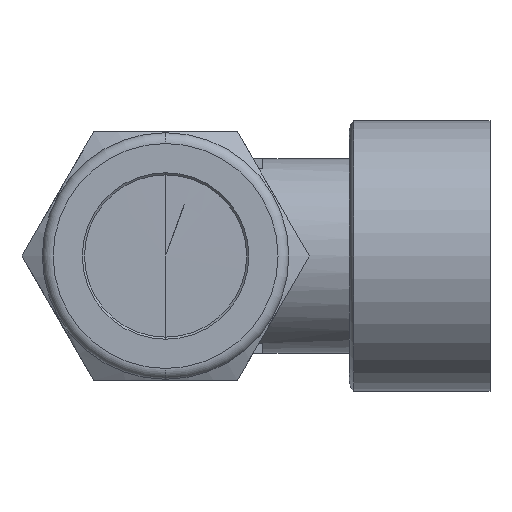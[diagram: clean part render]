
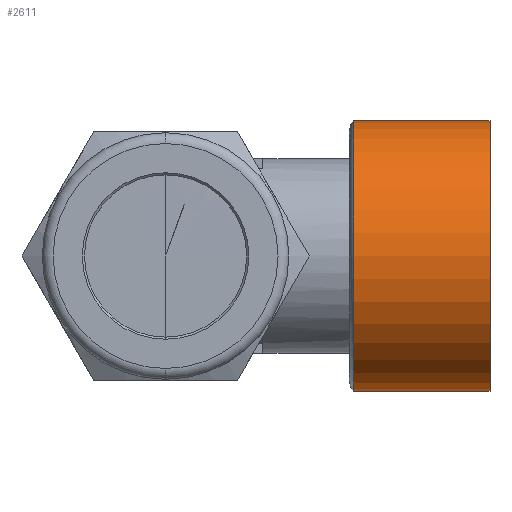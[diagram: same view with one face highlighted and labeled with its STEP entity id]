
A CAD part, left-side view. The second image highlights one B-rep face of the part: STEP entity #2611.
In plain terms, the highlighted cylindrical face has radius 12.5 mm (diameter 25 mm), a partial arc.
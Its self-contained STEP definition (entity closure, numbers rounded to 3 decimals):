
#19 = VERTEX_POINT ( 'NONE', #628 ) ;
#48 = VERTEX_POINT ( 'NONE', #3189 ) ;
#63 = VERTEX_POINT ( 'NONE', #3204 ) ;
#120 = VERTEX_POINT ( 'NONE', #3257 ) ;
#390 = EDGE_LOOP ( 'NONE', ( #470, #471, #472, #473 ) ) ;
#470 = ORIENTED_EDGE ( 'NONE', *, *, #1707, .F. ) ;
#471 = ORIENTED_EDGE ( 'NONE', *, *, #2978, .T. ) ;
#472 = ORIENTED_EDGE ( 'NONE', *, *, #1705, .T. ) ;
#473 = ORIENTED_EDGE ( 'NONE', *, *, #1776, .T. ) ;
#628 = CARTESIAN_POINT ( 'NONE',  ( 0., 14.118, 12.5 ) ) ;
#715 = AXIS2_PLACEMENT_3D ( 'NONE', #2023, #2024, #2025 ) ;
#841 = CIRCLE ( 'NONE', #715, 12.5 ) ;
#1263 = CARTESIAN_POINT ( 'NONE',  ( 0., 20.36, 12.5 ) ) ;
#1264 = DIRECTION ( 'NONE',  ( 0., 1., 0. ) ) ;
#1271 = DIRECTION ( 'NONE',  ( 0., 1., 0. ) ) ;
#1274 = CARTESIAN_POINT ( 'NONE',  ( 0., 20.36, -12.5 ) ) ;
#1705 = EDGE_CURVE ( 'NONE', #48, #19, #2301, .T. ) ;
#1707 = EDGE_CURVE ( 'NONE', #120, #63, #2302, .T. ) ;
#1776 = EDGE_CURVE ( 'NONE', #19, #63, #2396, .T. ) ;
#2023 = CARTESIAN_POINT ( 'NONE',  ( 0., 1.5, 0. ) ) ;
#2024 = DIRECTION ( 'NONE',  ( 0., 1., 0. ) ) ;
#2025 = DIRECTION ( 'NONE',  ( 0., 0., 1. ) ) ;
#2158 = CARTESIAN_POINT ( 'NONE',  ( 0., 20.36, 0. ) ) ;
#2160 = DIRECTION ( 'NONE',  ( 0., 1., 0. ) ) ;
#2161 = DIRECTION ( 'NONE',  ( 0., 0., 1. ) ) ;
#2301 = LINE ( 'NONE', #1263, #2303 ) ;
#2302 = LINE ( 'NONE', #1274, #2306 ) ;
#2303 = VECTOR ( 'NONE', #1264, 1000. ) ;
#2306 = VECTOR ( 'NONE', #1271, 1000. ) ;
#2396 = CIRCLE ( 'NONE', #3127, 12.5 ) ;
#2456 = FACE_OUTER_BOUND ( 'NONE', #390, .T. ) ;
#2460 = CYLINDRICAL_SURFACE ( 'NONE', #3162, 12.5 ) ;
#2611 = ADVANCED_FACE ( 'NONE', ( #2456 ), #2460, .T. ) ;
#2707 = CARTESIAN_POINT ( 'NONE',  ( 0., 14.118, 0. ) ) ;
#2708 = DIRECTION ( 'NONE',  ( 0., -1., 0. ) ) ;
#2709 = DIRECTION ( 'NONE',  ( 0., 0., -1. ) ) ;
#2978 = EDGE_CURVE ( 'NONE', #120, #48, #841, .T. ) ;
#3127 = AXIS2_PLACEMENT_3D ( 'NONE', #2707, #2708, #2709 ) ;
#3162 = AXIS2_PLACEMENT_3D ( 'NONE', #2158, #2160, #2161 ) ;
#3189 = CARTESIAN_POINT ( 'NONE',  ( 0., 1.5, 12.5 ) ) ;
#3204 = CARTESIAN_POINT ( 'NONE',  ( 0., 14.118, -12.5 ) ) ;
#3257 = CARTESIAN_POINT ( 'NONE',  ( 0., 1.5, -12.5 ) ) ;
